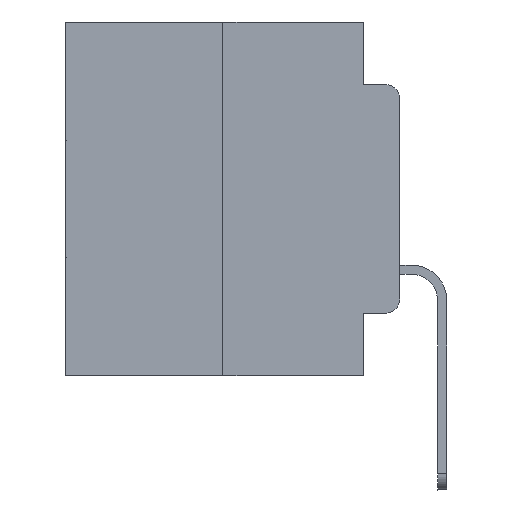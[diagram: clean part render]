
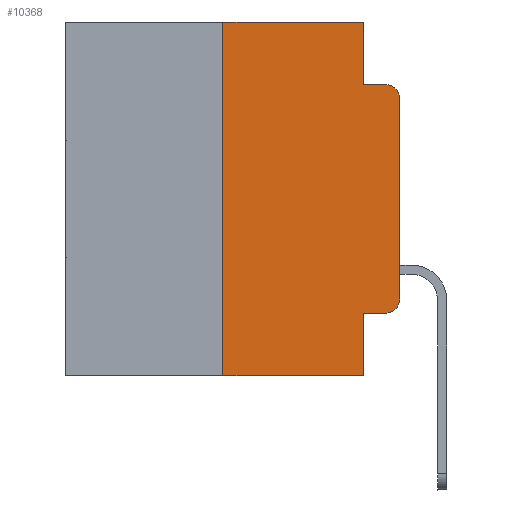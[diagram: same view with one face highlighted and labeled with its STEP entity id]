
A CAD part, left-side view. The second image highlights one B-rep face of the part: STEP entity #10368.
In plain terms, the highlighted planar face has unit normal (-1, 0, 0).
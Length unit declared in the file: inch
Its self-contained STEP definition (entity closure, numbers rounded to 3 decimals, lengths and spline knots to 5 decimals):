
#40 = DIRECTION ( 'NONE',  ( -1., 0., 0. ) ) ;
#126 = VECTOR ( 'NONE', #23844, 39.37008 ) ;
#1117 = DIRECTION ( 'NONE',  ( 0., 0., 1. ) ) ;
#1504 = DIRECTION ( 'NONE',  ( 0., -1., 0. ) ) ;
#2628 = VERTEX_POINT ( 'NONE', #18776 ) ;
#2656 = ORIENTED_EDGE ( 'NONE', *, *, #19273, .F. ) ;
#2865 = VERTEX_POINT ( 'NONE', #25927 ) ;
#4018 = AXIS2_PLACEMENT_3D ( 'NONE', #6073, #40, #8587 ) ;
#4521 = EDGE_CURVE ( 'NONE', #26293, #6120, #21388, .T. ) ;
#4758 = FACE_OUTER_BOUND ( 'NONE', #25924, .T. ) ;
#4971 = VECTOR ( 'NONE', #25221, 39.37008 ) ;
#5181 = LINE ( 'NONE', #9945, #12039 ) ;
#5248 = VERTEX_POINT ( 'NONE', #20765 ) ;
#5873 = CARTESIAN_POINT ( 'NONE',  ( 0., 0.051, -0.0885 ) ) ;
#6059 = ORIENTED_EDGE ( 'NONE', *, *, #16781, .T. ) ;
#6073 = CARTESIAN_POINT ( 'NONE',  ( 0., 0.02, -0.3915 ) ) ;
#6120 = VERTEX_POINT ( 'NONE', #24749 ) ;
#6682 = LINE ( 'NONE', #21410, #24343 ) ;
#7959 = CARTESIAN_POINT ( 'NONE',  ( 0., 0., -0.3915 ) ) ;
#8587 = DIRECTION ( 'NONE',  ( 0., 0., -1. ) ) ;
#8649 = VECTOR ( 'NONE', #15076, 39.37008 ) ;
#8925 = CIRCLE ( 'NONE', #4018, 0.02 ) ;
#8955 = PLANE ( 'NONE',  #12741 ) ;
#9099 = DIRECTION ( 'NONE',  ( 0., 0., -1. ) ) ;
#9125 = VECTOR ( 'NONE', #15405, 39.37008 ) ;
#9346 = ORIENTED_EDGE ( 'NONE', *, *, #16748, .T. ) ;
#9507 = EDGE_CURVE ( 'NONE', #2628, #26293, #6682, .T. ) ;
#9945 = CARTESIAN_POINT ( 'NONE',  ( 0., 0.25, 0. ) ) ;
#9993 = VECTOR ( 'NONE', #12432, 39.37008 ) ;
#10368 = ADVANCED_FACE ( 'NONE', ( #4758 ), #8955, .F. ) ;
#10753 = DIRECTION ( 'NONE',  ( 0., -1., 0. ) ) ;
#10797 = LINE ( 'NONE', #25670, #126 ) ;
#11523 = EDGE_CURVE ( 'NONE', #2865, #17618, #19479, .T. ) ;
#12039 = VECTOR ( 'NONE', #1117, 39.37008 ) ;
#12432 = DIRECTION ( 'NONE',  ( 0., -1., 0. ) ) ;
#12738 = ORIENTED_EDGE ( 'NONE', *, *, #26866, .F. ) ;
#12741 = AXIS2_PLACEMENT_3D ( 'NONE', #25933, #17525, #9099 ) ;
#13092 = AXIS2_PLACEMENT_3D ( 'NONE', #21184, #21733, #19211 ) ;
#13263 = EDGE_CURVE ( 'NONE', #5248, #17618, #14264, .T. ) ;
#13974 = VECTOR ( 'NONE', #1504, 39.37008 ) ;
#14264 = LINE ( 'NONE', #20716, #13974 ) ;
#14550 = LINE ( 'NONE', #23107, #9993 ) ;
#15076 = DIRECTION ( 'NONE',  ( 0., 0., -1. ) ) ;
#15405 = DIRECTION ( 'NONE',  ( 0., 0., -1. ) ) ;
#15926 = VERTEX_POINT ( 'NONE', #23246 ) ;
#16527 = CARTESIAN_POINT ( 'NONE',  ( 0., 0.02, -0.0885 ) ) ;
#16748 = EDGE_CURVE ( 'NONE', #19339, #15926, #10797, .T. ) ;
#16761 = CARTESIAN_POINT ( 'NONE',  ( 0., 0.051, -0.5 ) ) ;
#16781 = EDGE_CURVE ( 'NONE', #15926, #27052, #17147, .T. ) ;
#17116 = EDGE_CURVE ( 'NONE', #2865, #20985, #14550, .T. ) ;
#17143 = ORIENTED_EDGE ( 'NONE', *, *, #23631, .T. ) ;
#17147 = CIRCLE ( 'NONE', #13092, 0.02 ) ;
#17525 = DIRECTION ( 'NONE',  ( 1., 0., 0. ) ) ;
#17618 = VERTEX_POINT ( 'NONE', #16761 ) ;
#18776 = CARTESIAN_POINT ( 'NONE',  ( 0., 0.25, 0. ) ) ;
#19001 = ORIENTED_EDGE ( 'NONE', *, *, #13263, .T. ) ;
#19211 = DIRECTION ( 'NONE',  ( 0., 0., -1. ) ) ;
#19273 = EDGE_CURVE ( 'NONE', #6120, #27052, #25648, .T. ) ;
#19339 = VERTEX_POINT ( 'NONE', #7959 ) ;
#19479 = LINE ( 'NONE', #21583, #9125 ) ;
#20716 = CARTESIAN_POINT ( 'NONE',  ( 0., 0.473, -0.5 ) ) ;
#20765 = CARTESIAN_POINT ( 'NONE',  ( 0., 0.25, -0.5 ) ) ;
#20985 = VERTEX_POINT ( 'NONE', #25054 ) ;
#21184 = CARTESIAN_POINT ( 'NONE',  ( 0., 0.02, -0.1085 ) ) ;
#21388 = LINE ( 'NONE', #25876, #8649 ) ;
#21410 = CARTESIAN_POINT ( 'NONE',  ( 0., 0.473, 0. ) ) ;
#21583 = CARTESIAN_POINT ( 'NONE',  ( 0., 0.051, 0. ) ) ;
#21668 = ORIENTED_EDGE ( 'NONE', *, *, #4521, .F. ) ;
#21733 = DIRECTION ( 'NONE',  ( -1., 0., 0. ) ) ;
#22129 = ORIENTED_EDGE ( 'NONE', *, *, #9507, .F. ) ;
#23107 = CARTESIAN_POINT ( 'NONE',  ( 0., 0.051, -0.4115 ) ) ;
#23246 = CARTESIAN_POINT ( 'NONE',  ( 0., 0., -0.1085 ) ) ;
#23631 = EDGE_CURVE ( 'NONE', #20985, #19339, #8925, .T. ) ;
#23844 = DIRECTION ( 'NONE',  ( 0., 0., 1. ) ) ;
#24303 = CARTESIAN_POINT ( 'NONE',  ( 0., 0.051, 0. ) ) ;
#24343 = VECTOR ( 'NONE', #10753, 39.37008 ) ;
#24749 = CARTESIAN_POINT ( 'NONE',  ( 0., 0.051, -0.0885 ) ) ;
#25054 = CARTESIAN_POINT ( 'NONE',  ( 0., 0.02, -0.4115 ) ) ;
#25221 = DIRECTION ( 'NONE',  ( 0., -1., 0. ) ) ;
#25509 = ORIENTED_EDGE ( 'NONE', *, *, #17116, .T. ) ;
#25648 = LINE ( 'NONE', #5873, #4971 ) ;
#25670 = CARTESIAN_POINT ( 'NONE',  ( 0., 0., 0. ) ) ;
#25876 = CARTESIAN_POINT ( 'NONE',  ( 0., 0.051, 0. ) ) ;
#25924 = EDGE_LOOP ( 'NONE', ( #9346, #6059, #2656, #21668, #22129, #12738, #19001, #27541, #25509, #17143 ) ) ;
#25927 = CARTESIAN_POINT ( 'NONE',  ( 0., 0.051, -0.4115 ) ) ;
#25933 = CARTESIAN_POINT ( 'NONE',  ( 0., 0.473, 0. ) ) ;
#26293 = VERTEX_POINT ( 'NONE', #24303 ) ;
#26866 = EDGE_CURVE ( 'NONE', #5248, #2628, #5181, .T. ) ;
#27052 = VERTEX_POINT ( 'NONE', #16527 ) ;
#27541 = ORIENTED_EDGE ( 'NONE', *, *, #11523, .F. ) ;
